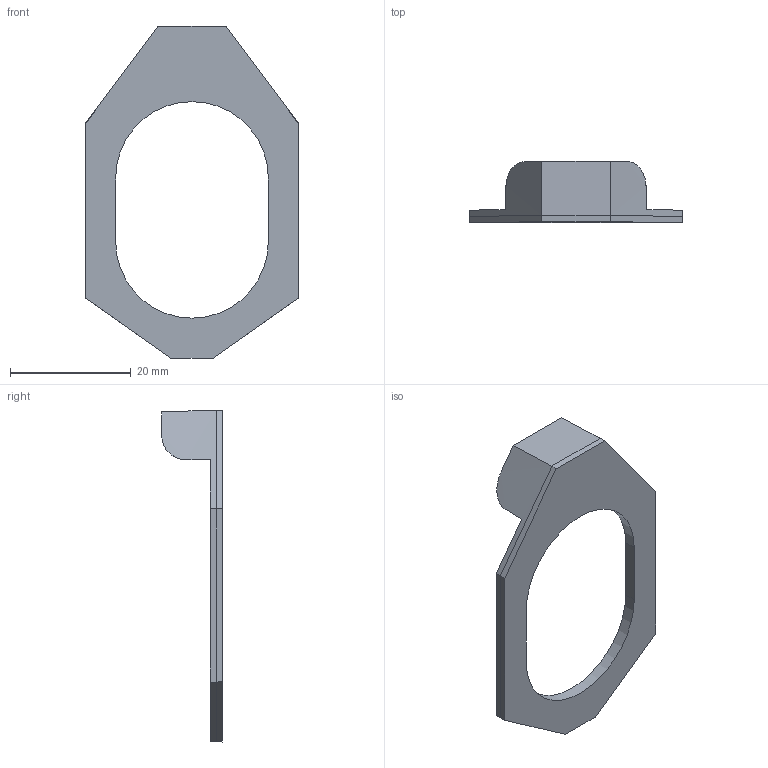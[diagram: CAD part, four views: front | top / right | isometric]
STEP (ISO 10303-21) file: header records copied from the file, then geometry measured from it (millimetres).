
FILE_DESCRIPTION(('FreeCAD Model'),'2;1');
FILE_NAME('Front Post.step', '2020-05-10T13:17:43',('Author'),(''), 'Open CASCADE STEP processor 7.3','FreeCAD','Unknown');
FILE_SCHEMA(('AUTOMOTIVE_DESIGN { 1 0 10303 214 1 1 1 1 }'));
Length unit declared in the file: millimetre
Products named in the file (1): Front_Post
Bounding box: 35.36 x 10 x 54.9 mm (x, y, z)
Volume: 2708.3 mm3; surface area: 2552.6 mm2
Topology: 1 solids, 1 shells, 25 faces, 61 edges, 38 vertices
Faces by surface type: bspline 16, plane 6, cylinder 3
Entity records: 1660 total; most frequent: CARTESIAN_POINT 600, ORIENTED_EDGE 122, PCURVE 122, DEFINITIONAL_REPRESENTATION 122, DIRECTION 119, LINE 89, VECTOR 89, B_SPLINE_CURVE_WITH_KNOTS 86
